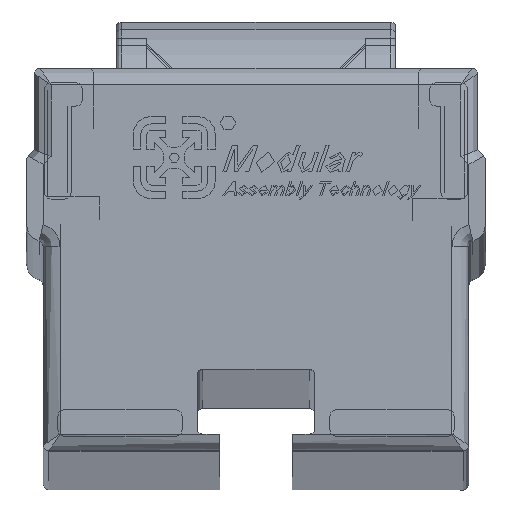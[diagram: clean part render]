
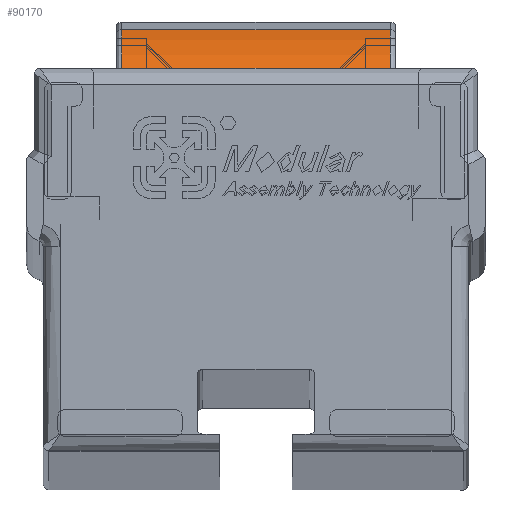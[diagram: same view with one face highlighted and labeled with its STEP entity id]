
A CAD part, top view. The second image highlights one B-rep face of the part: STEP entity #90170.
In plain terms, the highlighted cylindrical face has radius 14 mm (diameter 28 mm), a partial arc.
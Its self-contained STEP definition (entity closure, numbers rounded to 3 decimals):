
#63948 = CARTESIAN_POINT ( 'NONE',  ( -10.536, 5.602, 1463.5 ) ) ;
#63949 = DIRECTION ( 'NONE',  ( 1., 0., 0. ) ) ;
#63950 = DIRECTION ( 'NONE',  ( 0., 0.951, 0.31 ) ) ;
#68669 = CARTESIAN_POINT ( 'NONE',  ( -10.036, 5.602, 1463.5 ) ) ;
#68670 = DIRECTION ( 'NONE',  ( 1., 0., 0. ) ) ;
#68671 = DIRECTION ( 'NONE',  ( 0., -0.951, -0.31 ) ) ;
#68678 = CARTESIAN_POINT ( 'NONE',  ( 13.964, 5.602, 1463.5 ) ) ;
#68679 = LINE ( 'NONE', #68680, #123898 ) ;
#68680 = CARTESIAN_POINT ( 'NONE',  ( -10.536, -7.706, 1459.154 ) ) ;
#68681 = DIRECTION ( 'NONE',  ( 1., 0., 0. ) ) ;
#68682 = DIRECTION ( 'NONE',  ( -1., 0., 0. ) ) ;
#68683 = DIRECTION ( 'NONE',  ( 0., -0.951, -0.31 ) ) ;
#68685 = LINE ( 'NONE', #68686, #123903 ) ;
#68686 = CARTESIAN_POINT ( 'NONE',  ( -10.536, 18.91, 1467.846 ) ) ;
#68687 = DIRECTION ( 'NONE',  ( 1., 0., 0. ) ) ;
#89194 = EDGE_LOOP ( 'NONE', ( #90990, #90992, #90991, #90993 ) ) ;
#90170 = ADVANCED_FACE ( 'NONE', ( #122057 ), #122065, .T. ) ;
#90990 = ORIENTED_EDGE ( 'NONE', *, *, #91265, .T. ) ;
#90991 = ORIENTED_EDGE ( 'NONE', *, *, #91269, .T. ) ;
#90992 = ORIENTED_EDGE ( 'NONE', *, *, #91268, .T. ) ;
#90993 = ORIENTED_EDGE ( 'NONE', *, *, #91270, .F. ) ;
#91265 = EDGE_CURVE ( 'NONE', #106694, #106695, #121066, .T. ) ;
#91268 = EDGE_CURVE ( 'NONE', #106695, #106698, #68679, .T. ) ;
#91269 = EDGE_CURVE ( 'NONE', #106698, #106699, #121069, .T. ) ;
#91270 = EDGE_CURVE ( 'NONE', #106694, #106699, #68685, .T. ) ;
#106694 = VERTEX_POINT ( 'NONE', #132937 ) ;
#106695 = VERTEX_POINT ( 'NONE', #132938 ) ;
#106698 = VERTEX_POINT ( 'NONE', #132941 ) ;
#106699 = VERTEX_POINT ( 'NONE', #132942 ) ;
#121066 = CIRCLE ( 'NONE', #123888, 14. ) ;
#121069 = CIRCLE ( 'NONE', #123894, 14. ) ;
#122057 = FACE_OUTER_BOUND ( 'NONE', #89194, .T. ) ;
#122063 = AXIS2_PLACEMENT_3D ( 'NONE', #63948, #63949, #63950 ) ;
#122065 = CYLINDRICAL_SURFACE ( 'NONE', #122063, 14. ) ;
#123888 = AXIS2_PLACEMENT_3D ( 'NONE', #68669, #68670, #68671 ) ;
#123894 = AXIS2_PLACEMENT_3D ( 'NONE', #68678, #68682, #68683 ) ;
#123898 = VECTOR ( 'NONE', #68681, 1000. ) ;
#123903 = VECTOR ( 'NONE', #68687, 1000. ) ;
#132937 = CARTESIAN_POINT ( 'NONE',  ( -10.036, 18.91, 1467.846 ) ) ;
#132938 = CARTESIAN_POINT ( 'NONE',  ( -10.036, -7.706, 1459.154 ) ) ;
#132941 = CARTESIAN_POINT ( 'NONE',  ( 13.964, -7.706, 1459.154 ) ) ;
#132942 = CARTESIAN_POINT ( 'NONE',  ( 13.964, 18.91, 1467.846 ) ) ;
